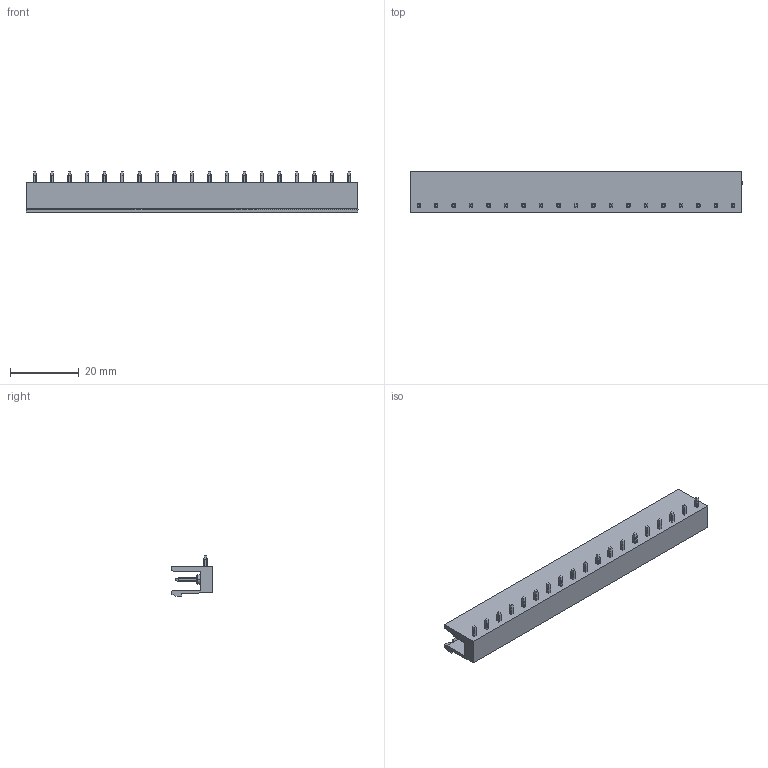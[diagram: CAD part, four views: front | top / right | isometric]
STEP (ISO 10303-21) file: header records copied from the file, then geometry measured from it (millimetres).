
FILE_DESCRIPTION (( 'STEP AP203' ), '1' );
FILE_NAME ('2EDGR-5.08-19P-14-100A(H).stp', '2020-05-23T07:49:46', ( '微软用户' ), ( '微软中国' ), 'SwSTEP 2.0', 'SolidWorks 2015', '' );
FILE_SCHEMA (( 'CONFIG_CONTROL_DESIGN' ));
Length unit declared in the file: millimetre
Products named in the file (1): 2EDGR-5.08-19P-14-100A(H)
Bounding box: 96.52 x 12 x 11.7 mm (x, y, z)
Volume: 4656.5 mm3; surface area: 6456.7 mm2
Topology: 1 solids, 1 shells, 1114 faces, 3060 edges, 2015 vertices
Faces by surface type: plane 828, cylinder 191, bspline 57, cone 38
Entity records: 40438 total; most frequent: CARTESIAN_POINT 13613, ORIENTED_EDGE 6120, DIRECTION 4660, EDGE_CURVE 3060, VECTOR 2126, LINE 2126, VERTEX_POINT 2015, AXIS2_PLACEMENT_3D 1267
